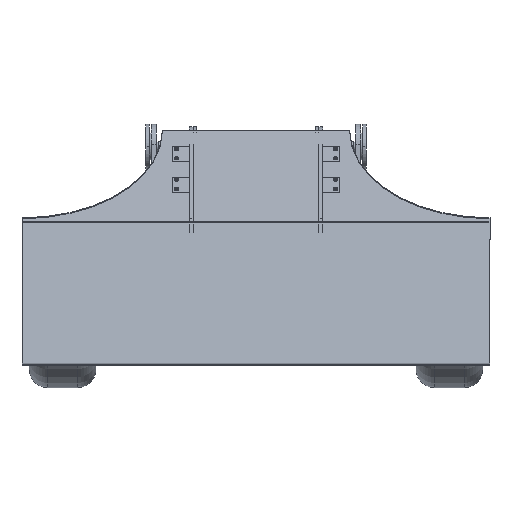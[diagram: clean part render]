
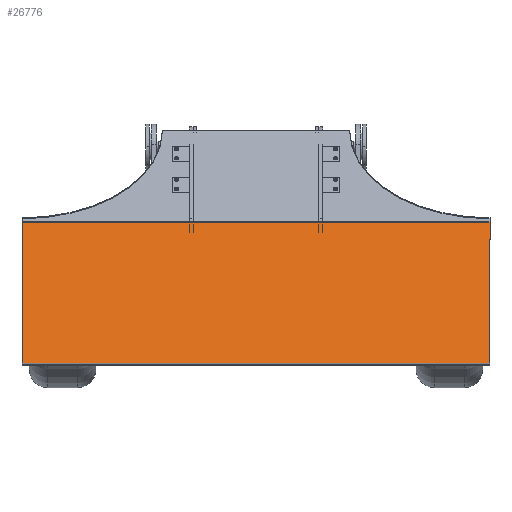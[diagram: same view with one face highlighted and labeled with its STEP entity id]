
A CAD part, left-side view. The second image highlights one B-rep face of the part: STEP entity #26776.
In plain terms, the highlighted face is planar.
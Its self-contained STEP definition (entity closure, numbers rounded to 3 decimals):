
#271 = ORIENTED_EDGE ( 'NONE', *, *, #712, .F. ) ;
#627 = LINE ( 'NONE', #16886, #27973 ) ;
#712 = EDGE_CURVE ( 'NONE', #21358, #8739, #14722, .T. ) ;
#1343 = CARTESIAN_POINT ( 'NONE',  ( -133.075, -194.524, 0. ) ) ;
#2138 = CARTESIAN_POINT ( 'NONE',  ( -95.797, 16.892, 380. ) ) ;
#3094 = LINE ( 'NONE', #16941, #5847 ) ;
#3218 = ORIENTED_EDGE ( 'NONE', *, *, #11645, .T. ) ;
#3445 = DIRECTION ( 'NONE',  ( -0.174, -0.985, 0. ) ) ;
#4717 = LINE ( 'NONE', #12769, #25160 ) ;
#5107 = ORIENTED_EDGE ( 'NONE', *, *, #19099, .F. ) ;
#5191 = FACE_OUTER_BOUND ( 'NONE', #27002, .T. ) ;
#5847 = VECTOR ( 'NONE', #21532, 1000. ) ;
#5968 = ORIENTED_EDGE ( 'NONE', *, *, #17853, .T. ) ;
#8155 = VECTOR ( 'NONE', #17439, 1000. ) ;
#8726 = PLANE ( 'NONE',  #26833 ) ;
#8739 = VERTEX_POINT ( 'NONE', #11706 ) ;
#11056 = CARTESIAN_POINT ( 'NONE',  ( -95.797, 16.892, 380. ) ) ;
#11645 = EDGE_CURVE ( 'NONE', #17149, #18802, #627, .T. ) ;
#11706 = CARTESIAN_POINT ( 'NONE',  ( -133.075, -194.524, 380. ) ) ;
#12769 = CARTESIAN_POINT ( 'NONE',  ( -133.075, -194.524, 380. ) ) ;
#14722 = LINE ( 'NONE', #2138, #8155 ) ;
#16886 = CARTESIAN_POINT ( 'NONE',  ( -95.797, 16.892, 0. ) ) ;
#16941 = CARTESIAN_POINT ( 'NONE',  ( -112.324, -76.84, 380. ) ) ;
#17149 = VERTEX_POINT ( 'NONE', #23818 ) ;
#17439 = DIRECTION ( 'NONE',  ( -0.174, -0.985, 0. ) ) ;
#17853 = EDGE_CURVE ( 'NONE', #21358, #17149, #3094, .T. ) ;
#17865 = DIRECTION ( 'NONE',  ( 0.985, -0.174, 0. ) ) ;
#18802 = VERTEX_POINT ( 'NONE', #1343 ) ;
#19099 = EDGE_CURVE ( 'NONE', #8739, #18802, #4717, .T. ) ;
#19908 = DIRECTION ( 'NONE',  ( 0.174, 0.985, 0. ) ) ;
#19946 = CARTESIAN_POINT ( 'NONE',  ( -112.324, -76.84, 380. ) ) ;
#21358 = VERTEX_POINT ( 'NONE', #19946 ) ;
#21532 = DIRECTION ( 'NONE',  ( 0., 0., -1. ) ) ;
#23818 = CARTESIAN_POINT ( 'NONE',  ( -112.324, -76.84, 0. ) ) ;
#23903 = DIRECTION ( 'NONE',  ( 0., 0., -1. ) ) ;
#25160 = VECTOR ( 'NONE', #23903, 1000. ) ;
#26776 = ADVANCED_FACE ( 'NONE', ( #5191 ), #8726, .F. ) ;
#26833 = AXIS2_PLACEMENT_3D ( 'NONE', #11056, #17865, #19908 ) ;
#27002 = EDGE_LOOP ( 'NONE', ( #3218, #5107, #271, #5968 ) ) ;
#27973 = VECTOR ( 'NONE', #3445, 1000. ) ;
